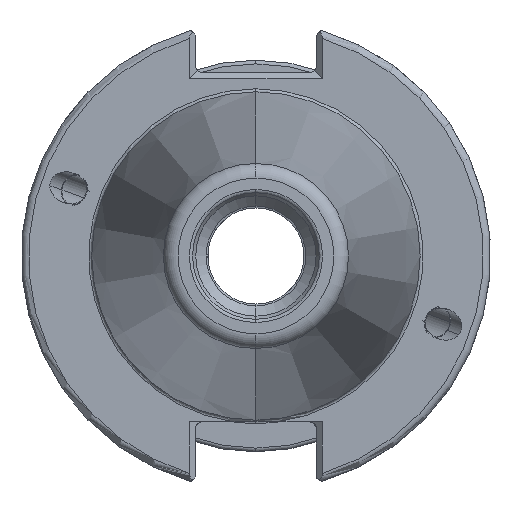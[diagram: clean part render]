
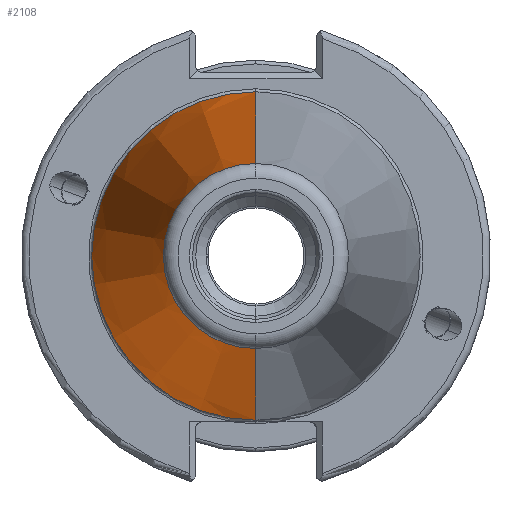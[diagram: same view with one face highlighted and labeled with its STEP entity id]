
A CAD part, left-side view. The second image highlights one B-rep face of the part: STEP entity #2108.
In plain terms, the highlighted conical face has half-angle 8.297 degrees and reference radius 22.225 mm.
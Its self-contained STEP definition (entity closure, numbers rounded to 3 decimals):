
#53 = VECTOR ( 'NONE', #517, 1000. ) ;
#59 = LINE ( 'NONE', #535, #53 ) ;
#72 = AXIS2_PLACEMENT_3D ( 'NONE', #355, #399, #385 ) ;
#123 = CIRCLE ( 'NONE', #3866, 22.225 ) ;
#355 = CARTESIAN_POINT ( 'NONE',  ( -160., 0., 0. ) ) ;
#385 = DIRECTION ( 'NONE',  ( 0., 0., -1. ) ) ;
#399 = DIRECTION ( 'NONE',  ( 1., 0., 0. ) ) ;
#444 = VERTEX_POINT ( 'NONE', #1045 ) ;
#455 = EDGE_CURVE ( 'NONE', #444, #3194, #123, .T. ) ;
#517 = DIRECTION ( 'NONE',  ( 0.99, 0., -0.144 ) ) ;
#535 = CARTESIAN_POINT ( 'NONE',  ( -160., 0., -22.225 ) ) ;
#702 = EDGE_CURVE ( 'NONE', #3088, #3194, #59, .T. ) ;
#952 = DIRECTION ( 'NONE',  ( 0., 0., 1. ) ) ;
#958 = DIRECTION ( 'NONE',  ( -1., 0., 0. ) ) ;
#960 = CARTESIAN_POINT ( 'NONE',  ( -160., 0., 0. ) ) ;
#1045 = CARTESIAN_POINT ( 'NONE',  ( -160., 0., 22.225 ) ) ;
#1247 = VERTEX_POINT ( 'NONE', #5573 ) ;
#1660 = CARTESIAN_POINT ( 'NONE',  ( -160., 0., -22.225 ) ) ;
#1723 = EDGE_CURVE ( 'NONE', #1247, #444, #5320, .T. ) ;
#1990 = CARTESIAN_POINT ( 'NONE',  ( -226.539, 0., -12.522 ) ) ;
#2108 = ADVANCED_FACE ( 'NONE', ( #4451 ), #4435, .T. ) ;
#2418 = EDGE_CURVE ( 'NONE', #1247, #3088, #3716, .T. ) ;
#3088 = VERTEX_POINT ( 'NONE', #1990 ) ;
#3194 = VERTEX_POINT ( 'NONE', #1660 ) ;
#3226 = ORIENTED_EDGE ( 'NONE', *, *, #2418, .F. ) ;
#3227 = ORIENTED_EDGE ( 'NONE', *, *, #1723, .T. ) ;
#3230 = ORIENTED_EDGE ( 'NONE', *, *, #455, .T. ) ;
#3240 = ORIENTED_EDGE ( 'NONE', *, *, #702, .F. ) ;
#3572 = EDGE_LOOP ( 'NONE', ( #3226, #3227, #3230, #3240 ) ) ;
#3716 = CIRCLE ( 'NONE', #3861, 12.522 ) ;
#3762 = CARTESIAN_POINT ( 'NONE',  ( -160., 0., 22.225 ) ) ;
#3768 = DIRECTION ( 'NONE',  ( 0.99, 0., 0.144 ) ) ;
#3861 = AXIS2_PLACEMENT_3D ( 'NONE', #4729, #4723, #4713 ) ;
#3866 = AXIS2_PLACEMENT_3D ( 'NONE', #960, #958, #952 ) ;
#4435 = CONICAL_SURFACE ( 'NONE', #72, 22.225, 0.145 ) ;
#4451 = FACE_OUTER_BOUND ( 'NONE', #3572, .T. ) ;
#4713 = DIRECTION ( 'NONE',  ( 0., 0., 1. ) ) ;
#4723 = DIRECTION ( 'NONE',  ( -1., 0., 0. ) ) ;
#4729 = CARTESIAN_POINT ( 'NONE',  ( -226.539, 0., 0. ) ) ;
#5276 = VECTOR ( 'NONE', #3768, 1000. ) ;
#5320 = LINE ( 'NONE', #3762, #5276 ) ;
#5573 = CARTESIAN_POINT ( 'NONE',  ( -226.539, 0., 12.522 ) ) ;
